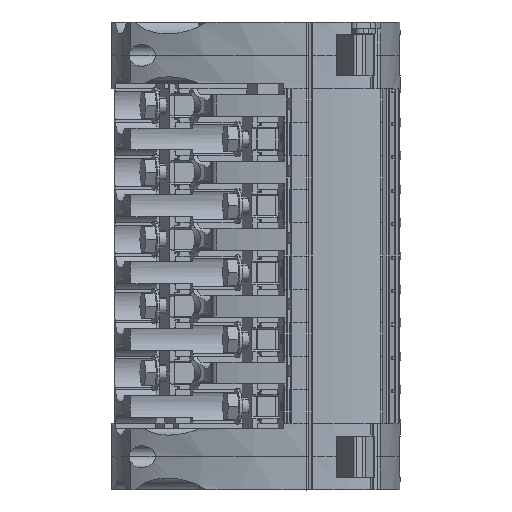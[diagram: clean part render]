
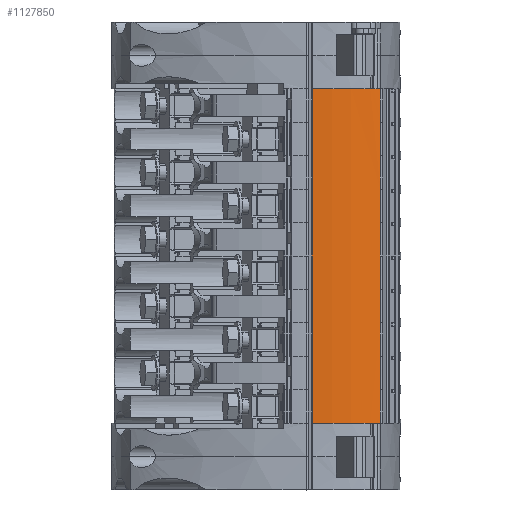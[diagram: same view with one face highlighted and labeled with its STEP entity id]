
A CAD part, left-side view. The second image highlights one B-rep face of the part: STEP entity #1127850.
In plain terms, the highlighted cylindrical face has radius 50 mm (diameter 100 mm), a partial arc.
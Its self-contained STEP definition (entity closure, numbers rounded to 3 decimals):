
#2990=CARTESIAN_POINT('',(23.025,77.328,
-7.074));
#3000=VERTEX_POINT('',#2990);
#14950=CARTESIAN_POINT('',(23.025,29.332,
6.938));
#14960=DIRECTION('',(-1.,0.,0.));
#14970=DIRECTION('',(0.,1.,0.));
#14980=AXIS2_PLACEMENT_3D('',#14950,#14960,#14970);
#14990=CIRCLE('',#14980,50.);
#15000=CARTESIAN_POINT('',(23.025,79.331,
7.03));
#15010=VERTEX_POINT('',#15000);
#15020=EDGE_CURVE('',#15010,#3000,#14990,.T.);
#102350=CARTESIAN_POINT('',(23.025,29.332,
6.938));
#102360=DIRECTION('',(1.,0.,0.));
#102370=DIRECTION('',(0.,1.,0.));
#102380=AXIS2_PLACEMENT_3D('',#102350,#102360,#102370);
#102390=CIRCLE('',#102380,50.);
#102400=CARTESIAN_POINT('',(23.025,76.547,
-9.516));
#102410=VERTEX_POINT('',#102400);
#102420=EDGE_CURVE('',#102410,#3000,#102390,.T.);
#145440=CARTESIAN_POINT('',(24.025,76.547,
-9.516));
#145450=DIRECTION('',(-1.,0.,0.));
#145460=VECTOR('',#145450,1.);
#145470=LINE('',#145440,#145460);
#145480=CARTESIAN_POINT('',(14.875,76.547,
-9.516));
#145490=VERTEX_POINT('',#145480);
#145500=EDGE_CURVE('',#102410,#145490,#145470,.T.);
#352930=CARTESIAN_POINT('',(15.875,76.547,
-9.516));
#352940=CARTESIAN_POINT('',(14.183,76.547,
-9.516));
#352950=CARTESIAN_POINT('',(12.492,76.547,
-9.516));
#352960=CARTESIAN_POINT('',(9.108,76.547,
-9.516));
#352970=CARTESIAN_POINT('',(7.417,76.547,
-9.516));
#352980=CARTESIAN_POINT('',(5.725,76.547,
-9.516));
#352990=B_SPLINE_CURVE_WITH_KNOTS('',3,(#352930,#352940,#352950,#352960,
#352970,#352980),.UNSPECIFIED.,.F.,.F.,(4,2,4),(22.191,
27.266,32.341),.UNSPECIFIED.);
#353000=CARTESIAN_POINT('',(6.725,76.547,
-9.516));
#353010=VERTEX_POINT('',#353000);
#353020=EDGE_CURVE('',#145490,#353010,#352990,.T.);
#427040=CARTESIAN_POINT('',(7.725,76.547,
-9.516));
#427050=DIRECTION('',(-1.,0.,0.));
#427060=VECTOR('',#427050,1.);
#427070=LINE('',#427040,#427060);
#427080=CARTESIAN_POINT('',(-1.425,76.547,
-9.516));
#427090=VERTEX_POINT('',#427080);
#427100=EDGE_CURVE('',#353010,#427090,#427070,.T.);
#568040=CARTESIAN_POINT('',(-0.425,76.547,
-9.516));
#568050=CARTESIAN_POINT('',(-2.117,76.547,
-9.516));
#568060=CARTESIAN_POINT('',(-3.808,76.547,
-9.516));
#568070=CARTESIAN_POINT('',(-7.192,76.547,
-9.516));
#568080=CARTESIAN_POINT('',(-8.883,76.547,
-9.516));
#568090=CARTESIAN_POINT('',(-10.575,76.547,
-9.516));
#568100=B_SPLINE_CURVE_WITH_KNOTS('',3,(#568040,#568050,#568060,#568070,
#568080,#568090),.UNSPECIFIED.,.F.,.F.,(4,2,4),(22.191,
27.266,32.341),.UNSPECIFIED.);
#568110=CARTESIAN_POINT('',(-9.575,76.547,
-9.516));
#568120=VERTEX_POINT('',#568110);
#568130=EDGE_CURVE('',#427090,#568120,#568100,.T.);
#628210=CARTESIAN_POINT('',(-8.575,76.547,
-9.516));
#628220=DIRECTION('',(-1.,0.,0.));
#628230=VECTOR('',#628220,1.);
#628240=LINE('',#628210,#628230);
#628250=CARTESIAN_POINT('',(-17.725,76.547,
-9.516));
#628260=VERTEX_POINT('',#628250);
#628270=EDGE_CURVE('',#568120,#628260,#628240,.T.);
#763360=CARTESIAN_POINT('',(-16.725,76.547,
-9.516));
#763370=CARTESIAN_POINT('',(-18.417,76.547,
-9.516));
#763380=CARTESIAN_POINT('',(-20.108,76.547,
-9.516));
#763390=CARTESIAN_POINT('',(-23.492,76.547,
-9.516));
#763400=CARTESIAN_POINT('',(-25.183,76.547,
-9.516));
#763410=CARTESIAN_POINT('',(-26.875,76.547,
-9.516));
#763420=B_SPLINE_CURVE_WITH_KNOTS('',3,(#763360,#763370,#763380,#763390,
#763400,#763410),.UNSPECIFIED.,.F.,.F.,(4,2,4),(22.191,
27.266,32.341),.UNSPECIFIED.);
#763430=CARTESIAN_POINT('',(-25.875,76.547,
-9.516));
#763440=VERTEX_POINT('',#763430);
#763450=EDGE_CURVE('',#628260,#763440,#763420,.T.);
#820230=CARTESIAN_POINT('',(-24.875,76.547,
-9.516));
#820240=DIRECTION('',(-1.,0.,0.));
#820250=VECTOR('',#820240,1.);
#820260=LINE('',#820230,#820250);
#820270=CARTESIAN_POINT('',(-34.025,76.547,
-9.516));
#820280=VERTEX_POINT('',#820270);
#820290=EDGE_CURVE('',#763440,#820280,#820260,.T.);
#910820=CARTESIAN_POINT('',(-58.475,79.331,
7.03));
#910830=VERTEX_POINT('',#910820);
#910860=CARTESIAN_POINT('',(-66.625,79.331,
7.03));
#910870=DIRECTION('',(1.,0.,0.));
#910880=VECTOR('',#910870,1.);
#910890=LINE('',#910860,#910880);
#910900=EDGE_CURVE('',#910830,#15010,#910890,.T.);
#933450=CARTESIAN_POINT('',(-33.025,76.547,
-9.516));
#933460=CARTESIAN_POINT('',(-34.717,76.547,
-9.516));
#933470=CARTESIAN_POINT('',(-36.408,76.547,
-9.516));
#933480=CARTESIAN_POINT('',(-39.792,76.547,
-9.516));
#933490=CARTESIAN_POINT('',(-41.483,76.547,
-9.516));
#933500=CARTESIAN_POINT('',(-43.175,76.547,
-9.516));
#933510=B_SPLINE_CURVE_WITH_KNOTS('',3,(#933450,#933460,#933470,#933480,
#933490,#933500),.UNSPECIFIED.,.F.,.F.,(4,2,4),(22.191,
27.266,32.341),.UNSPECIFIED.);
#933520=CARTESIAN_POINT('',(-42.175,76.547,
-9.516));
#933530=VERTEX_POINT('',#933520);
#933540=EDGE_CURVE('',#820280,#933530,#933510,.T.);
#1021350=CARTESIAN_POINT('',(-41.175,76.547,
-9.516));
#1021360=DIRECTION('',(-1.,0.,0.))
;
#1021370=VECTOR('',#1021360,1.);
#1021380=LINE('',#1021350,#1021370);
#1021390=CARTESIAN_POINT('',(-50.325,76.547,
-9.516));
#1021400=VERTEX_POINT('',#1021390);
#1021410=EDGE_CURVE('',#933530,#1021400,#1021380,.T.);
#1125070=CARTESIAN_POINT('',(-49.325,76.547,
-9.516));
#1125080=CARTESIAN_POINT('',(-51.017,76.547,
-9.516));
#1125090=CARTESIAN_POINT('',(-52.708,76.547,
-9.516));
#1125100=CARTESIAN_POINT('',(-56.092,76.547,
-9.516));
#1125110=CARTESIAN_POINT('',(-57.783,76.547,
-9.516));
#1125120=CARTESIAN_POINT('',(-59.475,76.547,
-9.516));
#1125130=B_SPLINE_CURVE_WITH_KNOTS('',3,(#1125070,#1125080,#1125090,
#1125100,#1125110,#1125120),.UNSPECIFIED.,.F.,.F.,(4,2,4),(
22.191,27.266,32.341),.UNSPECIFIED.);
#1125140=CARTESIAN_POINT('',(-58.475,76.547,
-9.516));
#1125150=VERTEX_POINT('',#1125140);
#1125160=EDGE_CURVE('',#1021400,#1125150,#1125130,.T.);
#1127490=CARTESIAN_POINT('',(-66.625,29.332,
6.938));
#1127500=DIRECTION('',(1.,0.,0.));
#1127510=DIRECTION('',(0.,1.,0.));
#1127520=AXIS2_PLACEMENT_3D('',#1127490,#1127500,#1127510);
#1127530=CYLINDRICAL_SURFACE('',#1127520,50.);
#1127540=CARTESIAN_POINT('',(-58.475,29.332,
6.938));
#1127550=DIRECTION('',(1.,0.,0.));
#1127560=DIRECTION('',(0.,1.,0.));
#1127570=AXIS2_PLACEMENT_3D('',#1127540,#1127550,#1127560);
#1127580=CIRCLE('',#1127570,50.);
#1127590=CARTESIAN_POINT('',(-58.475,77.328,
-7.074));
#1127600=VERTEX_POINT('',#1127590);
#1127610=EDGE_CURVE('',#1125150,#1127600,#1127580,.T.);
#1127620=ORIENTED_EDGE('',*,*,#1127610,.T.);
#1127630=ORIENTED_EDGE('',*,*,#1125160,.T.);
#1127640=ORIENTED_EDGE('',*,*,#1021410,.T.);
#1127650=ORIENTED_EDGE('',*,*,#933540,.T.);
#1127660=ORIENTED_EDGE('',*,*,#820290,.T.);
#1127670=ORIENTED_EDGE('',*,*,#763450,.T.);
#1127680=ORIENTED_EDGE('',*,*,#628270,.T.);
#1127690=ORIENTED_EDGE('',*,*,#568130,.T.);
#1127700=ORIENTED_EDGE('',*,*,#427100,.T.);
#1127710=ORIENTED_EDGE('',*,*,#353020,.T.);
#1127720=ORIENTED_EDGE('',*,*,#145500,.T.);
#1127730=ORIENTED_EDGE('',*,*,#102420,.F.);
#1127740=ORIENTED_EDGE('',*,*,#15020,.T.);
#1127750=ORIENTED_EDGE('',*,*,#910900,.T.);
#1127760=CARTESIAN_POINT('',(-58.475,29.332,
6.938));
#1127770=DIRECTION('',(1.,0.,0.));
#1127780=DIRECTION('',(0.,1.,0.));
#1127790=AXIS2_PLACEMENT_3D('',#1127760,#1127770,#1127780);
#1127800=CIRCLE('',#1127790,50.);
#1127810=EDGE_CURVE('',#1127600,#910830,#1127800,.T.);
#1127820=ORIENTED_EDGE('',*,*,#1127810,.T.);
#1127830=EDGE_LOOP('',(#1127820,#1127750,#1127740,#1127730,#1127720,
#1127710,#1127700,#1127690,#1127680,#1127670,#1127660,#1127650,#1127640,
#1127630,#1127620));
#1127840=FACE_OUTER_BOUND('',#1127830,.T.);
#1127850=ADVANCED_FACE('',(#1127840),#1127530,.T.);
